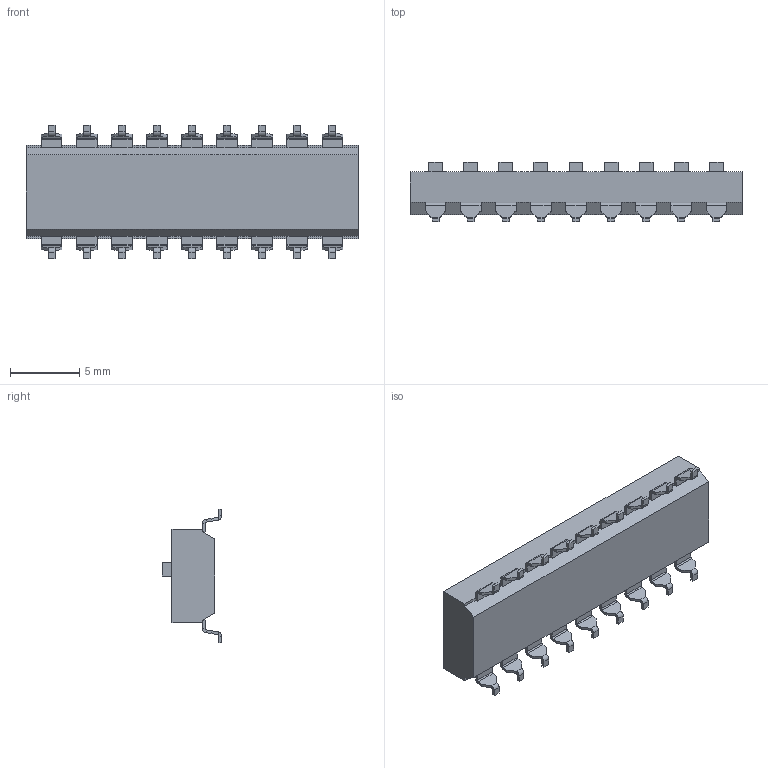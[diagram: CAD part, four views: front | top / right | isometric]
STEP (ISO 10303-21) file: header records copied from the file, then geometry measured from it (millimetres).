
FILE_DESCRIPTION (( 'STEP AP214' ), '1' );
FILE_NAME ('KLS7-KL-09.STEP', '2024-01-31T14:17:11', ( '' ), ( '' ), 'SwSTEP 2.0', 'SolidWorks 2023', '' );
FILE_SCHEMA (( 'AUTOMOTIVE_DESIGN' ));
Length unit declared in the file: millimetre
Products named in the file (1): KLS7-KL-09
Bounding box: 24.02 x 4.3 x 9.69 mm (x, y, z)
Volume: 490 mm3; surface area: 708.9 mm2
Topology: 19 solids, 19 shells, 613 faces, 1392 edges, 826 vertices
Faces by surface type: plane 541, cylinder 72
Entity records: 23470 total; most frequent: CARTESIAN_POINT 2832, ORIENTED_EDGE 2784, DIRECTION 2764, EDGE_CURVE 1392, VECTOR 1248, LINE 1248, VERTEX_POINT 826, AXIS2_PLACEMENT_3D 758
